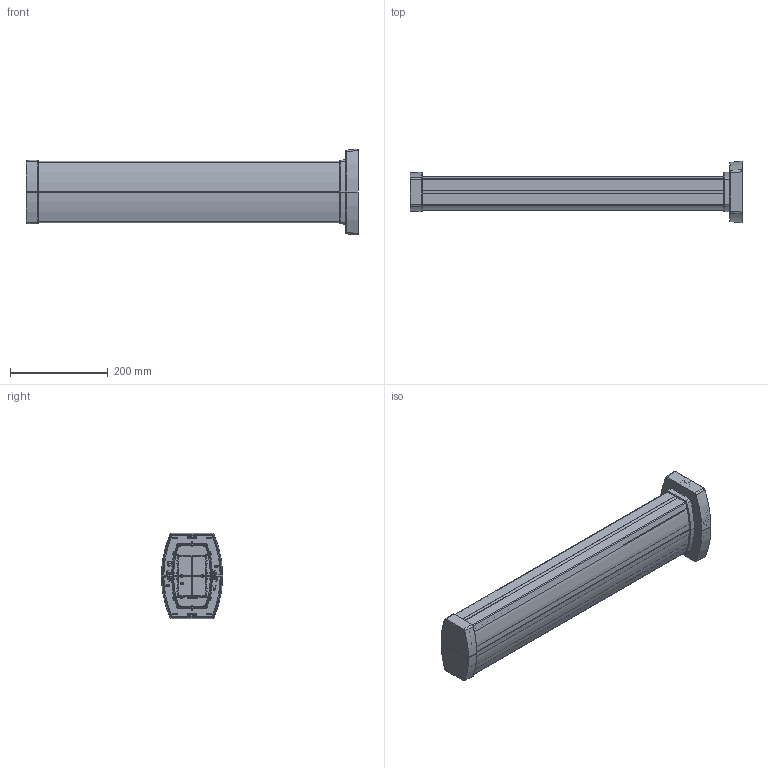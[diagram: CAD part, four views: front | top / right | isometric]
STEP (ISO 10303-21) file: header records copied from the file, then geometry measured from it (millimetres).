
FILE_DESCRIPTION(('CATIA V5 STEP Exchange','CAx-IF Rec.Pracs.--- Model Styling and Organization---1.4--- 2014-01-23'),'2;1');
FILE_NAME('653143-144.stp','2019-06-03T08:30:14+00:00',('none'),('none'),'CATIA Version 5-6 Release 2017 SP3','CATIA V5 STEP AP214','none');
FILE_SCHEMA(('AUTOMOTIVE_DESIGN { 1 0 10303 214 1 1 1 1 }'));
Products named in the file (1): 653143-144
Bounding box: 679.5 x 125.5 x 175.5 mm (x, y, z)
Volume: 731644.2 mm3; surface area: 831772.7 mm2
Topology: 7 solids, 7 shells, 6477 faces, 18699 edges, 12318 vertices
Faces by surface type: plane 5398, cylinder 777, bspline 150, cone 84, torus 56, extrusion 8, sphere 4
Entity records: 210303 total; most frequent: CARTESIAN_POINT 52726, ORIENTED_EDGE 37390, DIRECTION 25124, EDGE_CURVE 18695, VERTEX_POINT 12318, VECTOR 12003, LINE 11995, AXIS2_PLACEMENT_3D 7209
